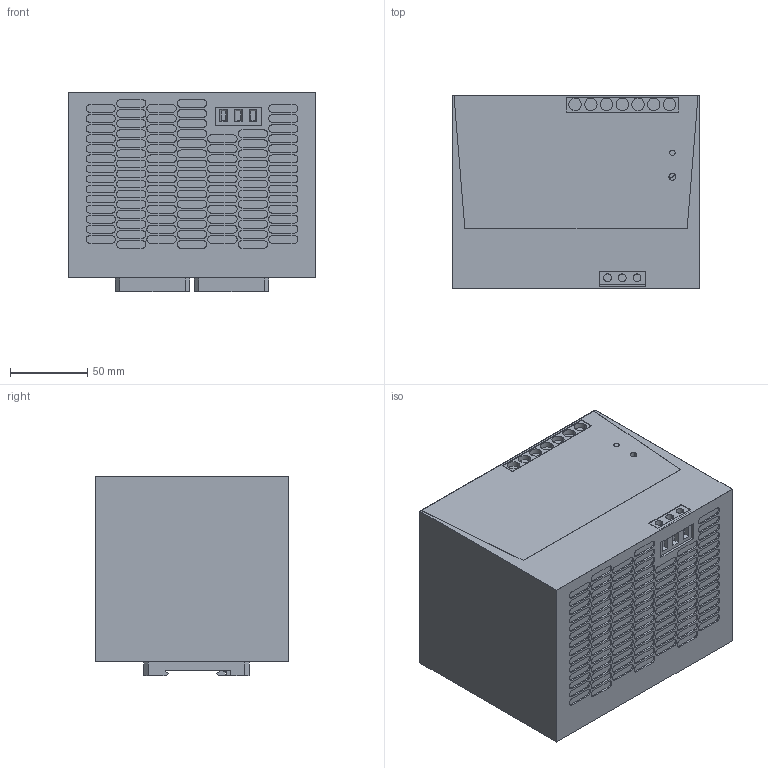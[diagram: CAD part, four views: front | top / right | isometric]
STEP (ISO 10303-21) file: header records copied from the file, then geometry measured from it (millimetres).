
FILE_DESCRIPTION(('CATIA V5 STEP Exchange','CAx-IF Rec.Pracs.--- Model Styling and Organization---1.4--- 2014-01-23'),'2;1');
FILE_NAME ('6514407_4_1469520000_S3D_PRO_ECO_960W_24V_40A.stp','2019-06-13T12:02:49+00:00',('none'),('Weidmueller'),'CATIA Version 5-6 Release 2016 SP3 HF44','CATIA V5 STEP AP214','none');
FILE_SCHEMA(('AUTOMOTIVE_DESIGN { 1 0 10303 214 1 1 1 1 }'));
Length unit declared in the file: millimetre
Products named in the file (1): 1469520000
Bounding box: 160 x 125 x 129.1 mm (x, y, z)
Volume: 2425263 mm3; surface area: 186322.7 mm2
Topology: 9 solids, 9 shells, 1129 faces, 2718 edges, 1810 vertices
Faces by surface type: plane 729, cylinder 400
Entity records: 33155 total; most frequent: CARTESIAN_POINT 5624, ORIENTED_EDGE 5436, DIRECTION 4908, EDGE_CURVE 2718, VECTOR 1920, LINE 1920, AXIS2_PLACEMENT_3D 1894, VERTEX_POINT 1810
